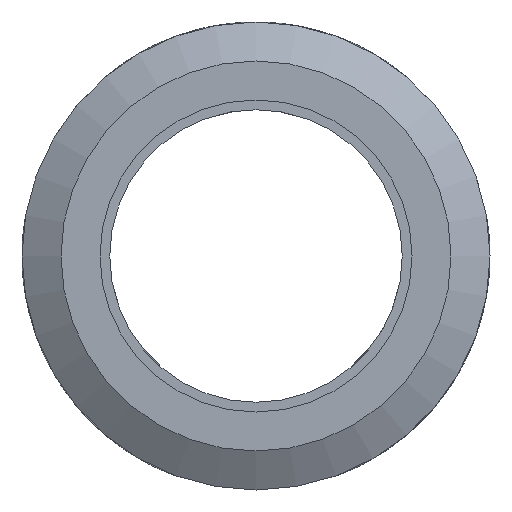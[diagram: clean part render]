
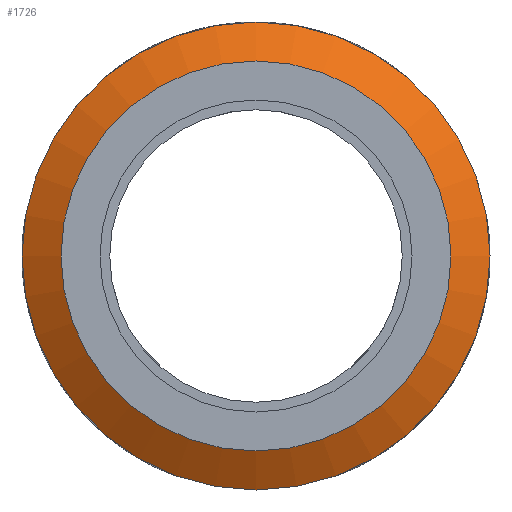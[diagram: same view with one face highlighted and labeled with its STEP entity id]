
A CAD part, left-side view. The second image highlights one B-rep face of the part: STEP entity #1726.
In plain terms, the highlighted conical face has half-angle 60 degrees and reference radius 22 mm.
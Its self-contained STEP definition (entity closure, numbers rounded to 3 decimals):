
#1351=CARTESIAN_POINT('',(3.309,24.0,0.0));
#1352=VERTEX_POINT('',#1351);
#1353=CARTESIAN_POINT('',(3.309,0.0,0.0));
#1354=DIRECTION('',(1.0,0.0,0.0));
#1355=DIRECTION('',(0.0,1.0,0.0));
#1356=AXIS2_PLACEMENT_3D('',#1353,#1354,#1355);
#1357=CIRCLE('',#1356,24.0);
#1358=EDGE_CURVE('',#1352,#1352,#1357,.T.);
#1700=CARTESIAN_POINT('',(1.,20.,0.0));
#1701=VERTEX_POINT('',#1700);
#1702=CARTESIAN_POINT('',(1.,0.0,0.0));
#1703=DIRECTION('',(1.0,0.0,0.0));
#1704=DIRECTION('',(0.0,1.0,0.0));
#1705=AXIS2_PLACEMENT_3D('',#1702,#1703,#1704);
#1706=CIRCLE('',#1705,20.);
#1707=EDGE_CURVE('',#1701,#1701,#1706,.T.);
#1715=CARTESIAN_POINT('',(2.155,0.0,0.0));
#1716=DIRECTION('',(1.0,0.0,0.0));
#1717=DIRECTION('',(0.0,1.0,0.0));
#1718=AXIS2_PLACEMENT_3D('',#1715,#1716,#1717);
#1719=CONICAL_SURFACE('',#1718,22.,60.);
#1720=ORIENTED_EDGE('',*,*,#1358,.F.);
#1721=EDGE_LOOP('',(#1720));
#1722=FACE_OUTER_BOUND('',#1721,.T.);
#1723=ORIENTED_EDGE('',*,*,#1707,.T.);
#1724=EDGE_LOOP('',(#1723));
#1725=FACE_BOUND('',#1724,.T.);
#1726=ADVANCED_FACE('',(#1722,#1725),#1719,.T.);
